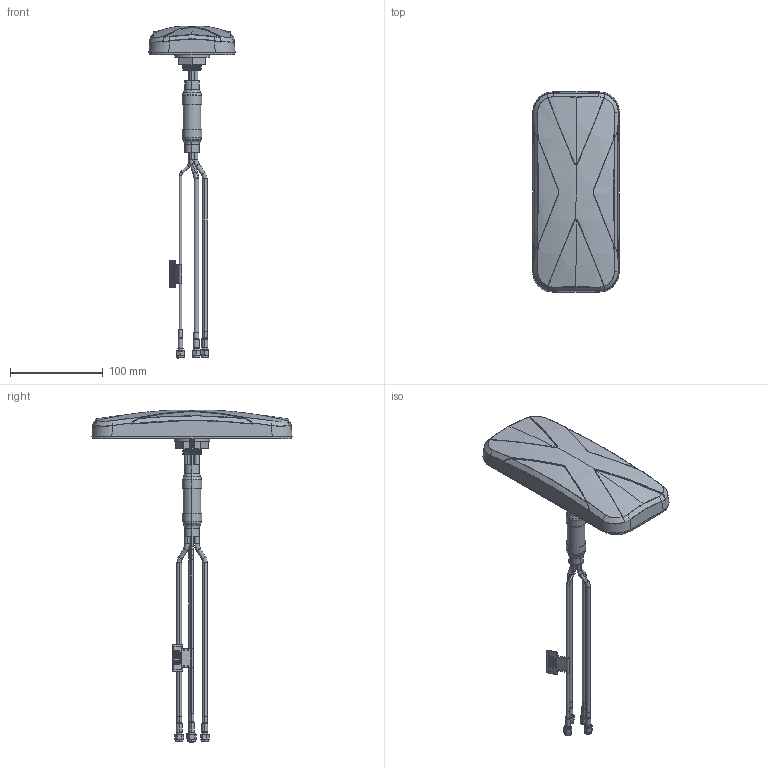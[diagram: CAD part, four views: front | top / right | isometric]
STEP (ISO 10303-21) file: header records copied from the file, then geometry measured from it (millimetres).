
FILE_DESCRIPTION (( 'STEP AP214' ), '1' );
FILE_NAME ('MA460.K.LBIC.002_web.STEP', '2020-02-24T08:19:07', ( '' ), ( '' ), 'SwSTEP 2.0', 'SolidWorks 2017', '' );
FILE_SCHEMA (( 'AUTOMOTIVE_DESIGN' ));
Length unit declared in the file: millimetre
Products named in the file (2): MA460.K.LBIC.002_web
Bounding box: 93.25 x 216.24 x 358.81 mm (x, y, z)
Surface area: 102799.2 mm2 (no closed solid volume)
Topology: 0 solids, 44 shells, 455 faces, 1601 edges, 1165 vertices
Faces by surface type: bspline 130, cylinder 130, plane 115, torus 42, cone 38
Entity records: 39715 total; most frequent: CARTESIAN_POINT 22420, ORIENTED_EDGE 2431, DIRECTION 2261, EDGE_CURVE 1601, VERTEX_POINT 1165, AXIS2_PLACEMENT_3D 781, LINE 699, VECTOR 699
